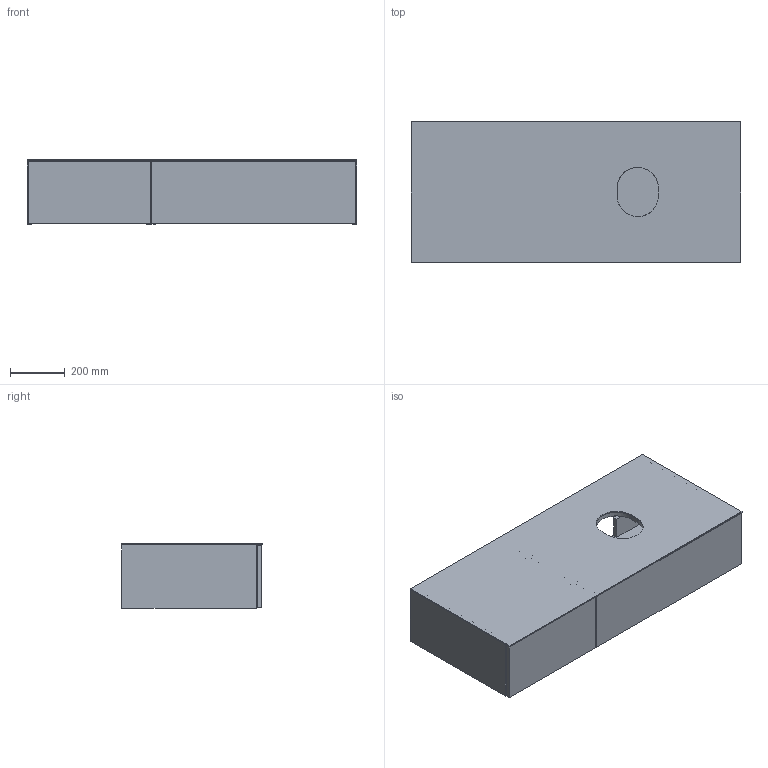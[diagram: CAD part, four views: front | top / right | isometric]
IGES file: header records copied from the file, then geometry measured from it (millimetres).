
Global section: file name: 501172; native system: Autodesk Inventor 2018; preprocessor: unknown; author: JANAN; date: 20201210.134846; units: millimetre
Bounding box: 1200 x 511 x 234 mm (x, y, z)
Volume: 31965838.1 mm3; surface area: 5197266.4 mm2
Topology: 12 solids, 12 shells, 90 faces, 198 edges, 132 vertices
Faces by surface type: bspline 90
